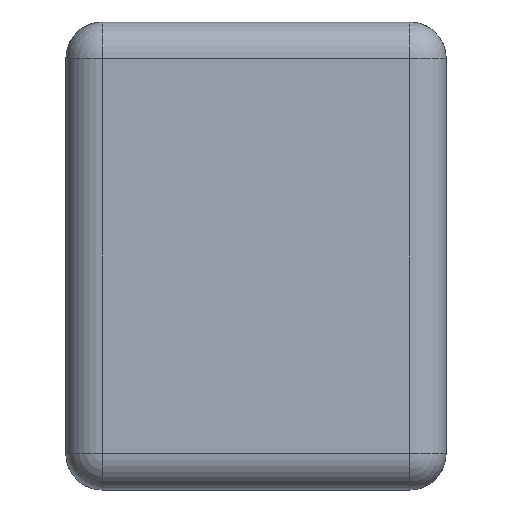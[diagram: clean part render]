
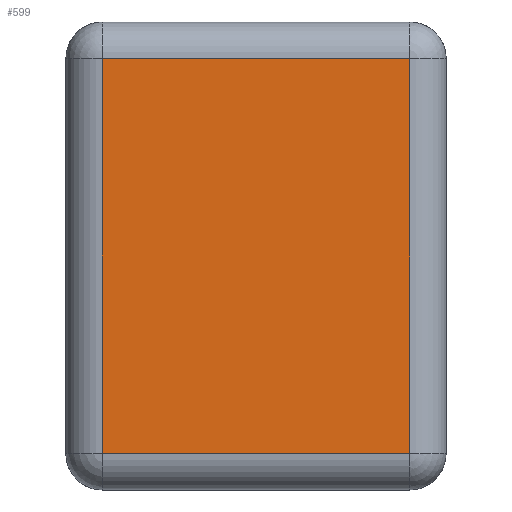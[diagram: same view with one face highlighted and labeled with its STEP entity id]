
A CAD part, left-side view. The second image highlights one B-rep face of the part: STEP entity #599.
In plain terms, the highlighted planar face has unit normal (-1, 0, 0).
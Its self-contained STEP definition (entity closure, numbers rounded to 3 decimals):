
#550=PLANE('',#1610);
#599=ADVANCED_FACE('',(#701),#550,.F.);
#701=FACE_OUTER_BOUND('',#767,.T.);
#767=EDGE_LOOP('',(#1134,#1135,#1136,#1137));
#858=LINE('',#2703,#902);
#859=LINE('',#2705,#903);
#860=LINE('',#2707,#904);
#861=LINE('',#2709,#905);
#902=VECTOR('',#1795,1.);
#903=VECTOR('',#1798,1.);
#904=VECTOR('',#1801,1.);
#905=VECTOR('',#1804,1.);
#1134=ORIENTED_EDGE('',*,*,#1436,.T.);
#1135=ORIENTED_EDGE('',*,*,#1434,.T.);
#1136=ORIENTED_EDGE('',*,*,#1437,.F.);
#1137=ORIENTED_EDGE('',*,*,#1435,.T.);
#1298=VERTEX_POINT('',#2684);
#1299=VERTEX_POINT('',#2690);
#1300=VERTEX_POINT('',#2696);
#1301=VERTEX_POINT('',#2700);
#1434=EDGE_CURVE('',#1301,#1299,#858,.T.);
#1435=EDGE_CURVE('',#1298,#1300,#859,.T.);
#1436=EDGE_CURVE('',#1300,#1301,#860,.T.);
#1437=EDGE_CURVE('',#1298,#1299,#861,.T.);
#1610=AXIS2_PLACEMENT_3D('',#2711,#1807,#1808);
#1795=DIRECTION('',(0.,0.,1.));
#1798=DIRECTION('',(0.,0.,-1.));
#1801=DIRECTION('',(0.,-1.,0.));
#1804=DIRECTION('',(0.,-1.,0.));
#1807=DIRECTION('',(1.,0.,0.));
#1808=DIRECTION('',(0.,0.,1.));
#2684=CARTESIAN_POINT('',(-2.25,2.37,1.35));
#2690=CARTESIAN_POINT('',(-2.25,0.27,1.35));
#2696=CARTESIAN_POINT('',(-2.25,2.37,-1.35));
#2700=CARTESIAN_POINT('',(-2.25,0.27,-1.35));
#2703=CARTESIAN_POINT('',(-2.25,0.27,1.35));
#2705=CARTESIAN_POINT('',(-2.25,2.37,-1.35));
#2707=CARTESIAN_POINT('',(-2.25,2.62,-1.35));
#2709=CARTESIAN_POINT('',(-2.25,2.62,1.35));
#2711=CARTESIAN_POINT('',(-2.25,2.62,1.35));
